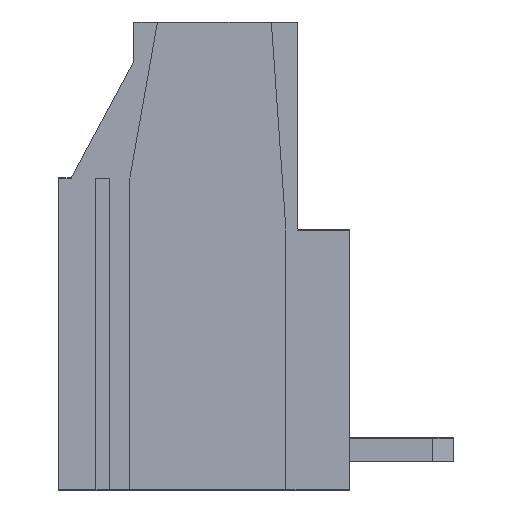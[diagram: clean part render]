
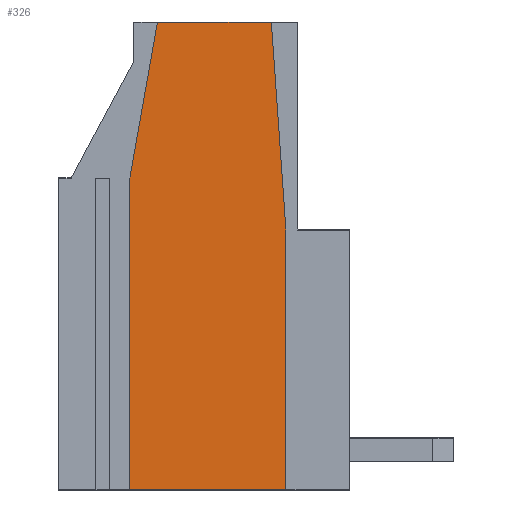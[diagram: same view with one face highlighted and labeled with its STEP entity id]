
A CAD part, front view. The second image highlights one B-rep face of the part: STEP entity #326.
In plain terms, the highlighted planar face has unit normal (0, -1, 0).
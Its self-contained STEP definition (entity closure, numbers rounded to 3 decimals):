
#326 = ADVANCED_FACE( '', ( #712 ), #713, .F. );
#712 = FACE_OUTER_BOUND( '', #1175, .T. );
#713 = PLANE( '', #1176 );
#1175 = EDGE_LOOP( '', ( #1927, #1928, #1929, #1930, #1931, #1932 ) );
#1176 = AXIS2_PLACEMENT_3D( '', #1933, #1934, #1935 );
#1927 = ORIENTED_EDGE( '', *, *, #3174, .T. );
#1928 = ORIENTED_EDGE( '', *, *, #3209, .F. );
#1929 = ORIENTED_EDGE( '', *, *, #3203, .F. );
#1930 = ORIENTED_EDGE( '', *, *, #3210, .T. );
#1931 = ORIENTED_EDGE( '', *, *, #3078, .T. );
#1932 = ORIENTED_EDGE( '', *, *, #2944, .T. );
#1933 = CARTESIAN_POINT( '', ( 3.808, -3.06, -6.2 ) );
#1934 = DIRECTION( '', ( 0., 1., 0. ) );
#1935 = DIRECTION( '', ( 0., 0., 1. ) );
#2944 = EDGE_CURVE( '', #3525, #3523, #3526, .T. );
#3078 = EDGE_CURVE( '', #3763, #3525, #3764, .T. );
#3174 = EDGE_CURVE( '', #3523, #3923, #3925, .T. );
#3203 = EDGE_CURVE( '', #3971, #3973, #3974, .T. );
#3209 = EDGE_CURVE( '', #3973, #3923, #3981, .T. );
#3210 = EDGE_CURVE( '', #3971, #3763, #3982, .T. );
#3523 = VERTEX_POINT( '', #4388 );
#3525 = VERTEX_POINT( '', #4391 );
#3526 = LINE( '', #4392, #4393 );
#3763 = VERTEX_POINT( '', #4740 );
#3764 = LINE( '', #4741, #4742 );
#3923 = VERTEX_POINT( '', #4966 );
#3925 = LINE( '', #4969, #4970 );
#3971 = VERTEX_POINT( '', #5037 );
#3973 = VERTEX_POINT( '', #5040 );
#3974 = LINE( '', #5041, #5042 );
#3981 = LINE( '', #5052, #5053 );
#3982 = LINE( '', #5054, #5055 );
#4388 = CARTESIAN_POINT( '', ( 8.191, -3.06, 18. ) );
#4391 = CARTESIAN_POINT( '', ( 8.75, -3.06, 10. ) );
#4392 = CARTESIAN_POINT( '', ( 8.75, -3.06, 10. ) );
#4393 = VECTOR( '', #5654, 1000. );
#4740 = CARTESIAN_POINT( '', ( 8.75, -3.06, 0. ) );
#4741 = CARTESIAN_POINT( '', ( 8.75, -3.06, 0. ) );
#4742 = VECTOR( '', #5780, 1000. );
#4966 = CARTESIAN_POINT( '', ( 3.808, -3.06, 18. ) );
#4969 = CARTESIAN_POINT( '', ( 5.35, -3.06, 18. ) );
#4970 = VECTOR( '', #5874, 1000. );
#5037 = CARTESIAN_POINT( '', ( 2.75, -3.06, 0. ) );
#5040 = CARTESIAN_POINT( '', ( 2.75, -3.06, 12. ) );
#5041 = CARTESIAN_POINT( '', ( 2.75, -3.06, 0. ) );
#5042 = VECTOR( '', #5897, 1000. );
#5052 = CARTESIAN_POINT( '', ( 2.75, -3.06, 12. ) );
#5053 = VECTOR( '', #5901, 1000. );
#5054 = CARTESIAN_POINT( '', ( 5.35, -3.06, 0. ) );
#5055 = VECTOR( '', #5902, 1000. );
#5654 = DIRECTION( '', ( -0.07, 0., 0.998 ) );
#5780 = DIRECTION( '', ( 0., 0., 1. ) );
#5874 = DIRECTION( '', ( -1., 0., 0. ) );
#5897 = DIRECTION( '', ( 0., 0., 1. ) );
#5901 = DIRECTION( '', ( 0.174, 0., 0.985 ) );
#5902 = DIRECTION( '', ( 1., 0., 0. ) );
